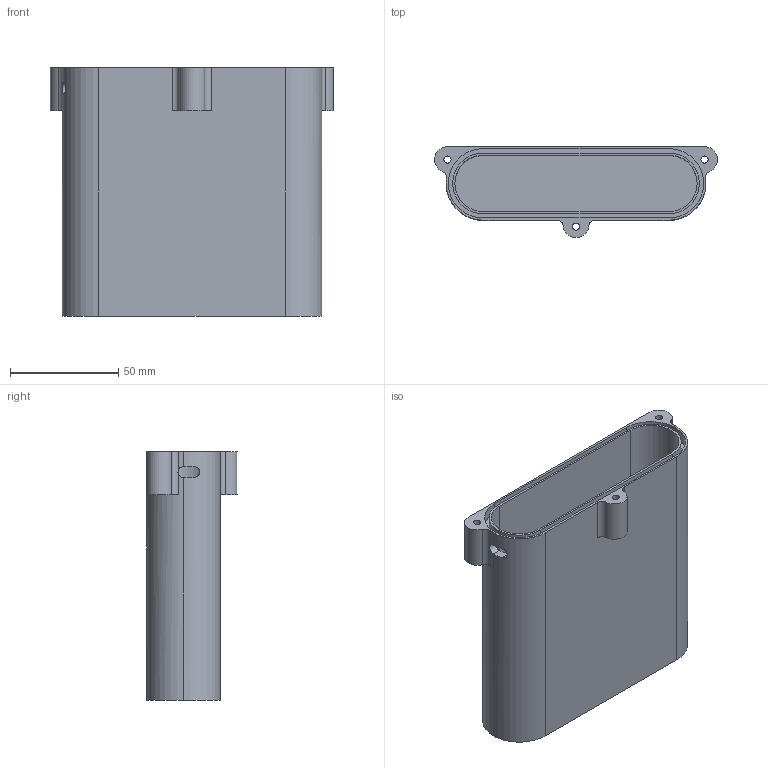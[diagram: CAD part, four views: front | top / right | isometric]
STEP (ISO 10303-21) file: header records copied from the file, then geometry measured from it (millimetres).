
FILE_DESCRIPTION (( 'STEP AP214' ), '1' );
FILE_NAME ('PL-USI-031-Aa-carter-batterie.STEP', '2019-08-30T09:18:24', ( '' ), ( '' ), 'SwSTEP 2.0', 'SolidWorks 2016', '' );
FILE_SCHEMA (( 'AUTOMOTIVE_DESIGN' ));
Length unit declared in the file: millimetre
Products named in the file (1): PL-USI-031-Aa-carter-batterie
Bounding box: 130.8 x 41.98 x 115 mm (x, y, z)
Volume: 136333.4 mm3; surface area: 72414.9 mm2
Topology: 1 solids, 1 shells, 48 faces, 131 edges, 86 vertices
Faces by surface type: cylinder 30, plane 18
Entity records: 1769 total; most frequent: CARTESIAN_POINT 388, DIRECTION 283, ORIENTED_EDGE 262, EDGE_CURVE 131, AXIS2_PLACEMENT_3D 109, VERTEX_POINT 86, LINE 65, VECTOR 65
